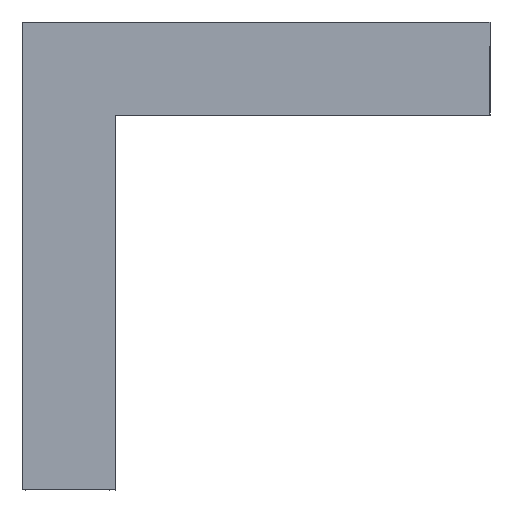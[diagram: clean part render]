
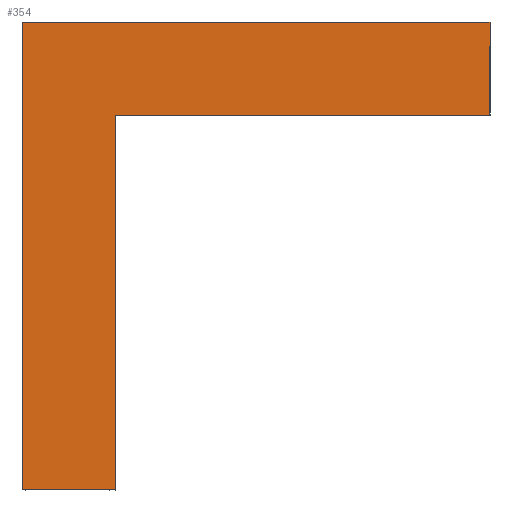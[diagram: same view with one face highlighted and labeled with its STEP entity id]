
A CAD part, front view. The second image highlights one B-rep face of the part: STEP entity #354.
In plain terms, the highlighted planar face has unit normal (0, -1, 0).
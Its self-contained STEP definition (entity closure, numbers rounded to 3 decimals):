
#44 = EDGE_LOOP ( 'NONE', ( #606, #605, #604, #603, #602, #609 ) ) ;
#158 = DIRECTION ( 'NONE',  ( 1., 0., 0. ) ) ;
#159 = CARTESIAN_POINT ( 'NONE',  ( -15., -28., 150. ) ) ;
#203 = DIRECTION ( 'NONE',  ( 1., 0., 0. ) ) ;
#204 = CARTESIAN_POINT ( 'NONE',  ( 15., -28., 120. ) ) ;
#205 = LINE ( 'NONE', #204, #438 ) ;
#210 = LINE ( 'NONE', #159, #505 ) ;
#212 = DIRECTION ( 'NONE',  ( 0., 0., -1. ) ) ;
#224 = LINE ( 'NONE', #252, #445 ) ;
#226 = DIRECTION ( 'NONE',  ( 1., 0., 0. ) ) ;
#235 = LINE ( 'NONE', #236, #433 ) ;
#236 = CARTESIAN_POINT ( 'NONE',  ( -15., -28., 0. ) ) ;
#251 = CARTESIAN_POINT ( 'NONE',  ( -15., -28., 181.098 ) ) ;
#252 = CARTESIAN_POINT ( 'NONE',  ( 15., -28., 181.098 ) ) ;
#253 = DIRECTION ( 'NONE',  ( 0., 0., 1. ) ) ;
#254 = DIRECTION ( 'NONE',  ( 0., 0., -1. ) ) ;
#255 = LINE ( 'NONE', #258, #453 ) ;
#256 = LINE ( 'NONE', #251, #446 ) ;
#258 = CARTESIAN_POINT ( 'NONE',  ( 135., -28., 165.549 ) ) ;
#293 = EDGE_CURVE ( 'NONE', #584, #657, #255, .T. ) ;
#295 = EDGE_CURVE ( 'NONE', #691, #585, #256, .T. ) ;
#301 = EDGE_CURVE ( 'NONE', #585, #680, #235, .T. ) ;
#306 = EDGE_CURVE ( 'NONE', #578, #680, #224, .T. ) ;
#312 = EDGE_CURVE ( 'NONE', #578, #584, #205, .T. ) ;
#322 = EDGE_CURVE ( 'NONE', #691, #657, #210, .T. ) ;
#354 = ADVANCED_FACE ( 'NONE', ( #493 ), #725, .F. ) ;
#433 = VECTOR ( 'NONE', #226, 1000. ) ;
#438 = VECTOR ( 'NONE', #203, 1000. ) ;
#445 = VECTOR ( 'NONE', #212, 1000. ) ;
#446 = VECTOR ( 'NONE', #254, 1000. ) ;
#453 = VECTOR ( 'NONE', #253, 1000. ) ;
#493 = FACE_OUTER_BOUND ( 'NONE', #44, .T. ) ;
#505 = VECTOR ( 'NONE', #158, 1000. ) ;
#524 = AXIS2_PLACEMENT_3D ( 'NONE', #726, #727, #728 ) ;
#578 = VERTEX_POINT ( 'NONE', #907 ) ;
#584 = VERTEX_POINT ( 'NONE', #910 ) ;
#585 = VERTEX_POINT ( 'NONE', #911 ) ;
#602 = ORIENTED_EDGE ( 'NONE', *, *, #295, .T. ) ;
#603 = ORIENTED_EDGE ( 'NONE', *, *, #322, .F. ) ;
#604 = ORIENTED_EDGE ( 'NONE', *, *, #293, .T. ) ;
#605 = ORIENTED_EDGE ( 'NONE', *, *, #312, .T. ) ;
#606 = ORIENTED_EDGE ( 'NONE', *, *, #306, .F. ) ;
#609 = ORIENTED_EDGE ( 'NONE', *, *, #301, .T. ) ;
#657 = VERTEX_POINT ( 'NONE', #938 ) ;
#680 = VERTEX_POINT ( 'NONE', #942 ) ;
#691 = VERTEX_POINT ( 'NONE', #949 ) ;
#725 = PLANE ( 'NONE',  #524 ) ;
#726 = CARTESIAN_POINT ( 'NONE',  ( -15., -28., 181.098 ) ) ;
#727 = DIRECTION ( 'NONE',  ( 0., 1., 0. ) ) ;
#728 = DIRECTION ( 'NONE',  ( 0., 0., 1. ) ) ;
#907 = CARTESIAN_POINT ( 'NONE',  ( 15., -28., 120. ) ) ;
#910 = CARTESIAN_POINT ( 'NONE',  ( 135., -28., 120. ) ) ;
#911 = CARTESIAN_POINT ( 'NONE',  ( -15., -28., 0. ) ) ;
#938 = CARTESIAN_POINT ( 'NONE',  ( 135., -28., 150. ) ) ;
#942 = CARTESIAN_POINT ( 'NONE',  ( 15., -28., 0. ) ) ;
#949 = CARTESIAN_POINT ( 'NONE',  ( -15., -28., 150. ) ) ;
